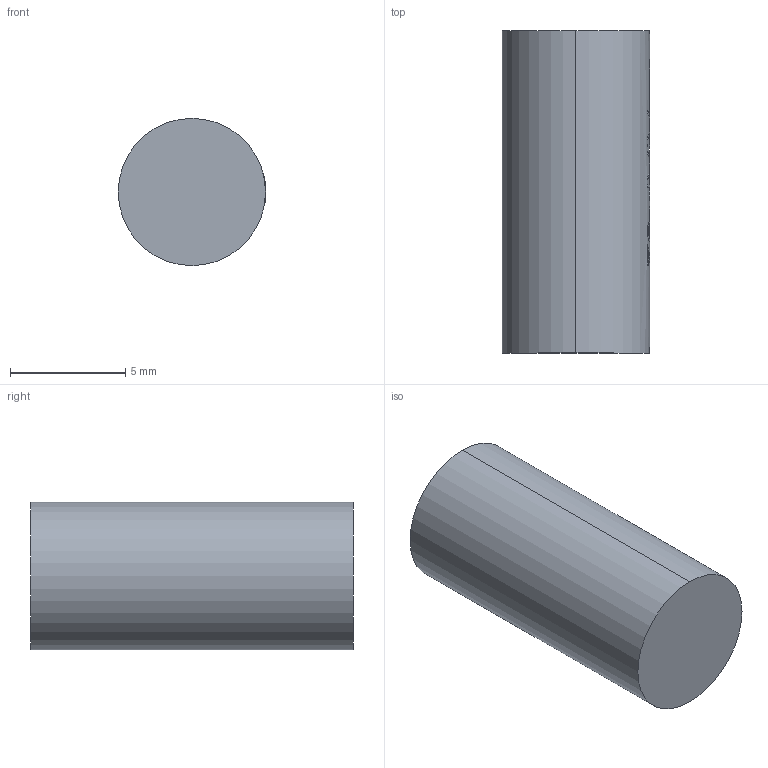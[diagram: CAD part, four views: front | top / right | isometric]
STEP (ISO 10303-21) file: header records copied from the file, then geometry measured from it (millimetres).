
FILE_DESCRIPTION((''),'2;1');
FILE_NAME('AIAP-02_ASM','2017-01-20T20:22:11',('João Gabriel'),(''),'CREO PARAMETRIC BY PTC INC, 2016390','CREO PARAMETRIC BY PTC INC, 2016390','');
FILE_SCHEMA(('CONFIG_CONTROL_DESIGN'));
Length unit declared in the file: inch
Products named in the file (1): AIAP-02_ASM
Bounding box: 6.41 x 14 x 6.4 mm (x, y, z)
Surface area: 346.2 mm2 (no closed solid volume)
Topology: 0 solids, 1 shells, 80 faces, 201 edges, 134 vertices
Faces by surface type: bspline 35, plane 32, cylinder 13
Entity records: 4791 total; most frequent: CARTESIAN_POINT 2985, ORIENTED_EDGE 402, DIRECTION 281, EDGE_CURVE 201, VERTEX_POINT 134, VECTOR 109, LINE 109, EDGE_LOOP 91
